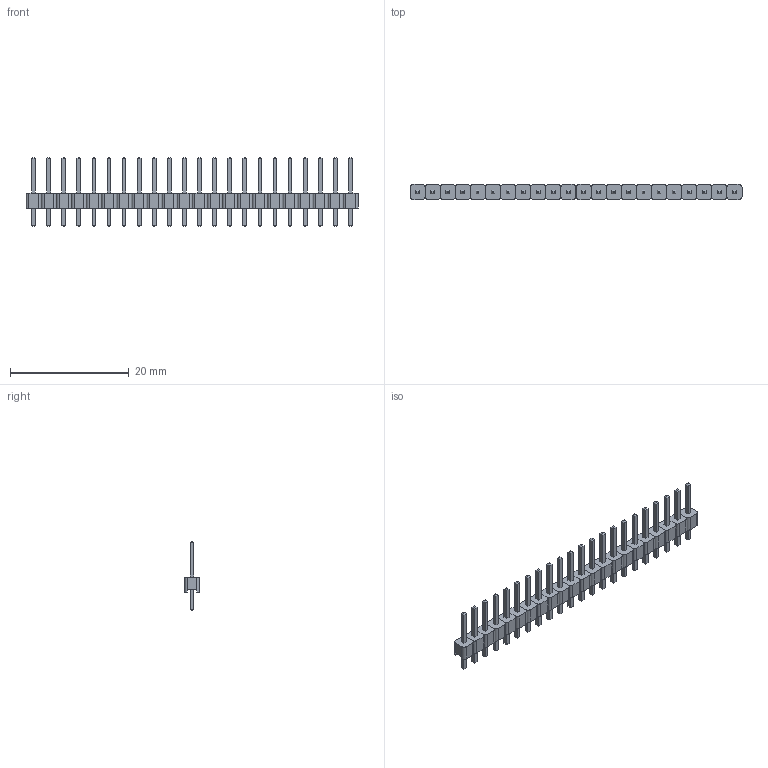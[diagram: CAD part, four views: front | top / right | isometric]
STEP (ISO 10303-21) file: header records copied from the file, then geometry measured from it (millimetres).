
FILE_DESCRIPTION(('FreeCAD Model'),'2;1');
FILE_NAME('Open CASCADE Shape Model','2022-03-28T08:12:14',( 'Engenharia Metaltex'),('Metaltex'), 'Open CASCADE STEP processor 7.5','FreeCAD','Unknown');
FILE_SCHEMA(('AUTOMOTIVE_DESIGN { 1 0 10303 214 1 1 1 1 }'));
Length unit declared in the file: millimetre
Products named in the file (67): Barra_de_pinos; 22; Pino021; Base021; 1; Pino; Base; 2; Pino001; Base001; 3; Pino002; Base002; 4; Pino003; Base003; 5; Pino004; Base004; 6; Pino005; Base005; 7; Pino006; Base006; 8; Pino007; Base007; 9; Pino008; Base008; 10; Pino009; Base009; 11; Pino010; Base010; 12; Pino011; Base011 ...
Assembly tree (66 placements, depth 3):
  Barra_de_pinos
    22
      Pino021
      Base021
    1
      Pino
      Base
    2
      Pino001
      Base001
    3
      Pino002
      Base002
    4
      Pino003
      Base003
    5
      Pino004
      Base004
    6
      Pino005
      Base005
    7
      Pino006
      Base006
    8
      Pino007
      Base007
    9
      Pino008
      Base008
    10
      Pino009
      Base009
    11
      Pino010
      Base010
    12
      Pino011
      Base011
    13
      Pino012
      Base012
    14
      Pino013
      Base013
    15
      Pino014
      Base014
    16
      Pino015
      Base015
    17
      Pino016
      Base016
    18
      Pino017
      Base017
    19
      Pino018
Bounding box: 55.88 x 2.54 x 11.54 mm (x, y, z)
Volume: 389 mm3; surface area: 1565.5 mm2
Topology: 44 solids, 44 shells, 704 faces, 1584 edges, 968 vertices
Faces by surface type: plane 616, cylinder 88
Entity records: 41511 total; most frequent: CARTESIAN_POINT 7019, DIRECTION 6382, LINE 4400, VECTOR 4400, ORIENTED_EDGE 3168, PCURVE 3168, DEFINITIONAL_REPRESENTATION 3168, EDGE_CURVE 1584
